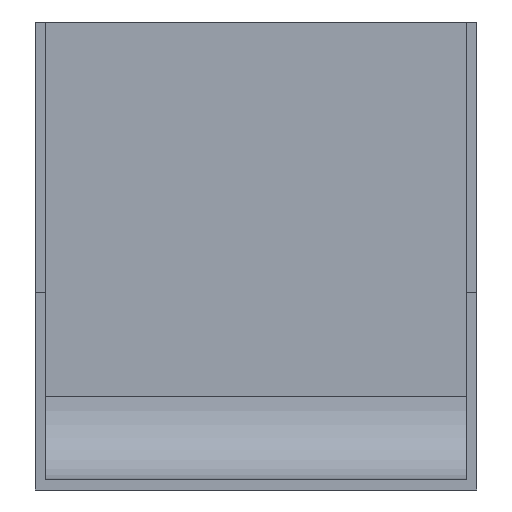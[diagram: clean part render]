
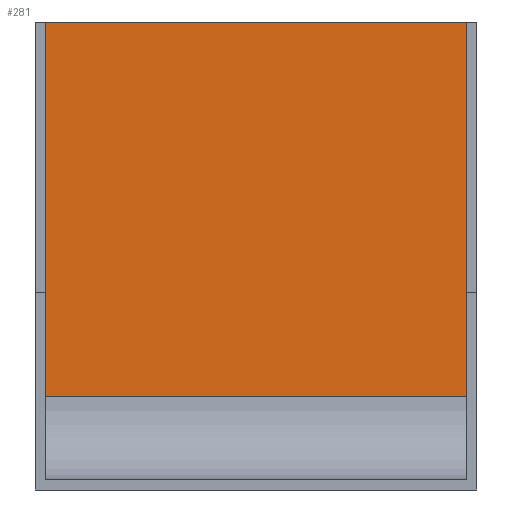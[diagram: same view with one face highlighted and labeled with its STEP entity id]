
A CAD part, front view. The second image highlights one B-rep face of the part: STEP entity #281.
In plain terms, the highlighted planar face has unit normal (0, -1, 0).
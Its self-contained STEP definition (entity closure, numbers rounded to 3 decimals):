
#15 = CARTESIAN_POINT ( 'NONE',  ( 45., 47.8, 50. ) ) ;
#31 = EDGE_CURVE ( 'NONE', #298, #220, #466, .T. ) ;
#38 = CARTESIAN_POINT ( 'NONE',  ( 47.2, 47.8, 50. ) ) ;
#72 = DIRECTION ( 'NONE',  ( 0., -1., 0. ) ) ;
#115 = CARTESIAN_POINT ( 'NONE',  ( 47.2, 47.8, 50. ) ) ;
#144 = DIRECTION ( 'NONE',  ( -1., 0., 0. ) ) ;
#147 = VERTEX_POINT ( 'NONE', #534 ) ;
#155 = VECTOR ( 'NONE', #388, 1000. ) ;
#158 = ORIENTED_EDGE ( 'NONE', *, *, #420, .F. ) ;
#160 = LINE ( 'NONE', #411, #510 ) ;
#164 = ORIENTED_EDGE ( 'NONE', *, *, #31, .F. ) ;
#165 = ORIENTED_EDGE ( 'NONE', *, *, #296, .T. ) ;
#168 = ORIENTED_EDGE ( 'NONE', *, *, #465, .T. ) ;
#220 = VERTEX_POINT ( 'NONE', #414 ) ;
#224 = VERTEX_POINT ( 'NONE', #253 ) ;
#225 = VECTOR ( 'NONE', #418, 1000. ) ;
#253 = CARTESIAN_POINT ( 'NONE',  ( 45., 47.8, 50. ) ) ;
#266 = DIRECTION ( 'NONE',  ( 0., 0., 1. ) ) ;
#281 = ADVANCED_FACE ( 'NONE', ( #526 ), #513, .T. ) ;
#296 = EDGE_CURVE ( 'NONE', #298, #224, #365, .T. ) ;
#298 = VERTEX_POINT ( 'NONE', #320 ) ;
#318 = LINE ( 'NONE', #38, #155 ) ;
#320 = CARTESIAN_POINT ( 'NONE',  ( 45., 47.8, -30. ) ) ;
#345 = CARTESIAN_POINT ( 'NONE',  ( 47.2, 47.8, -30. ) ) ;
#359 = AXIS2_PLACEMENT_3D ( 'NONE', #115, #72, #379 ) ;
#365 = LINE ( 'NONE', #15, #225 ) ;
#378 = VECTOR ( 'NONE', #144, 1000. ) ;
#379 = DIRECTION ( 'NONE',  ( 0., 0., -1. ) ) ;
#388 = DIRECTION ( 'NONE',  ( -1., 0., 0. ) ) ;
#411 = CARTESIAN_POINT ( 'NONE',  ( -45., 47.8, 50. ) ) ;
#414 = CARTESIAN_POINT ( 'NONE',  ( -45., 47.8, -30. ) ) ;
#418 = DIRECTION ( 'NONE',  ( 0., 0., 1. ) ) ;
#420 = EDGE_CURVE ( 'NONE', #220, #147, #160, .T. ) ;
#465 = EDGE_CURVE ( 'NONE', #224, #147, #318, .T. ) ;
#466 = LINE ( 'NONE', #345, #378 ) ;
#510 = VECTOR ( 'NONE', #266, 1000. ) ;
#513 = PLANE ( 'NONE',  #359 ) ;
#526 = FACE_OUTER_BOUND ( 'NONE', #532, .T. ) ;
#532 = EDGE_LOOP ( 'NONE', ( #158, #164, #165, #168 ) ) ;
#534 = CARTESIAN_POINT ( 'NONE',  ( -45., 47.8, 50. ) ) ;
